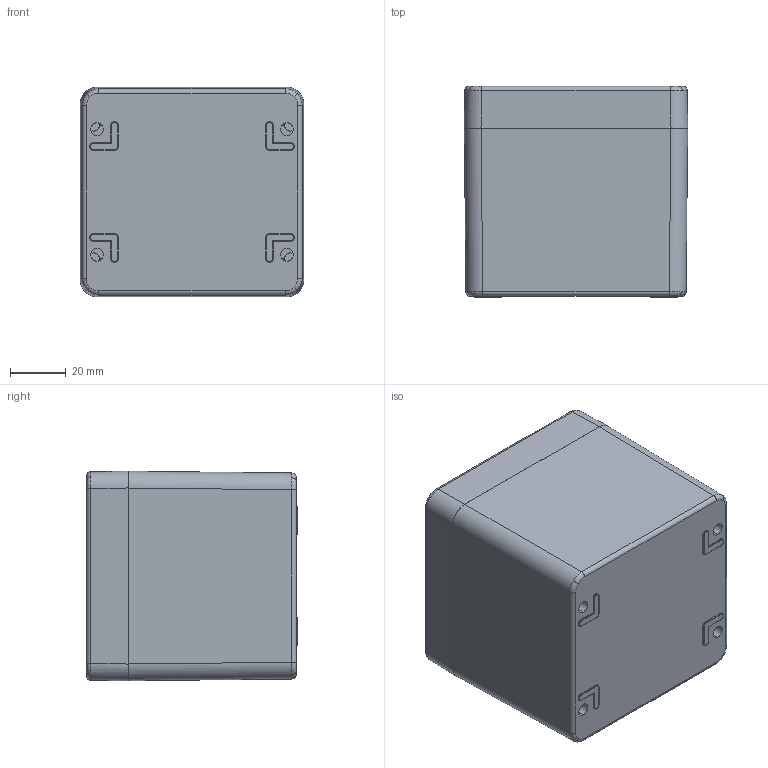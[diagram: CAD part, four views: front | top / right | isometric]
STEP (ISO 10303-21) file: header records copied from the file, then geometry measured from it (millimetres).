
FILE_DESCRIPTION (( 'STEP AP214' ), '1' );
FILE_NAME ('02080808.STEP', '2008-08-14T10:52:10', ( ' ' ), ( '' ), 'SwSTEP 2.0', 'SolidWorks 2008', '' );
FILE_SCHEMA (( 'AUTOMOTIVE_DESIGN' ));
Length unit declared in the file: millimetre
Products named in the file (8): 82009_Standard; 21231-Deckel_Standard; 86221_Standard; 93133_Standard; 21041-Unterteil_Standard; 02080808; 86223_Standard
Assembly tree (14 placements, depth 3):
  02080808
    93133_Standard  x4
    82009_Standard
    21041-Unterteil_Standard
      86223_Standard  x4
      21041-Unterteil_Standard
      86221_Standard  x2
    21231-Deckel_Standard
Bounding box: 80 x 75.5 x 75 mm (x, y, z)
Volume: 168860.2 mm3; surface area: 74846 mm2
Topology: 13 solids, 13 shells, 877 faces, 2100 edges, 1266 vertices
Faces by surface type: plane 259, cone 192, cylinder 186, bspline 152, torus 84, sphere 4
Entity records: 24473 total; most frequent: CARTESIAN_POINT 10187, ORIENTED_EDGE 3112, DIRECTION 2830, EDGE_CURVE 1556, AXIS2_PLACEMENT_3D 1141, VERTEX_POINT 940, EDGE_LOOP 706, ADVANCED_FACE 659
